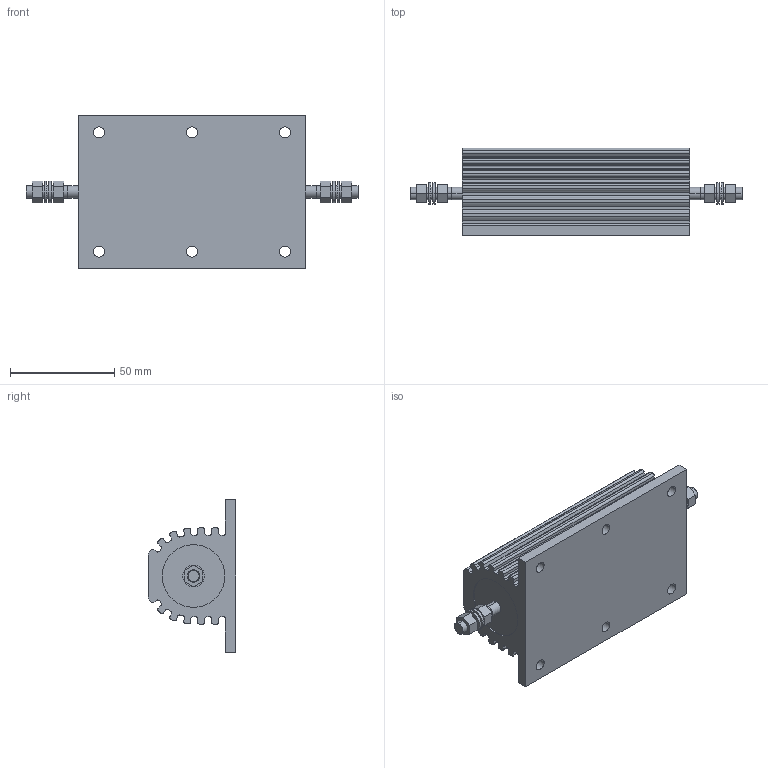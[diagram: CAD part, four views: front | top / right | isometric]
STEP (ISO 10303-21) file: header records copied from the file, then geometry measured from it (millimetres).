
FILE_DESCRIPTION((''),'2;1');
FILE_NAME('C-1-1630024-4','2010-05-19T',('workeradm'),('Tyco Electronics Ltd.'),'PRO/ENGINEER BY PARAMETRIC TECHNOLOGY CORPORATION, 2009300','PRO/ENGINEER BY PARAMETRIC TECHNOLOGY CORPORATION, 2009300','');
FILE_SCHEMA(('AUTOMOTIVE_DESIGN { 1 0 10303 214 1 1 1 1 }'));
Length unit declared in the file: millimetre
Products named in the file (1): C-1-1630024-4
Bounding box: 158.9 x 42 x 73 mm (x, y, z)
Volume: 194196.8 mm3; surface area: 36629.4 mm2
Topology: 1 solids, 3 shells, 194 faces, 514 edges, 344 vertices
Faces by surface type: cylinder 102, plane 92
Entity records: 8007 total; most frequent: DIRECTION 1112, CARTESIAN_POINT 1055, ORIENTED_EDGE 1020, PRESENTATION_STYLE_ASSIGNMENT 517, STYLED_ITEM 517, CURVE_STYLE 514, EDGE_CURVE 514, AXIS2_PLACEMENT_3D 403
